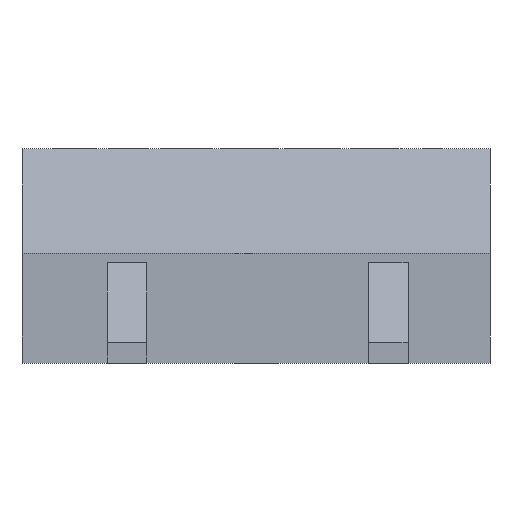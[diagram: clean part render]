
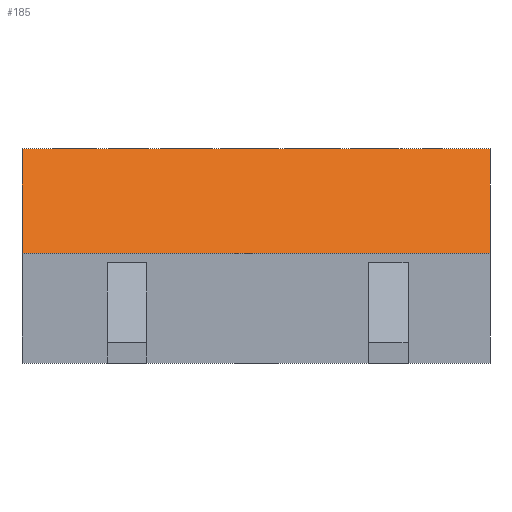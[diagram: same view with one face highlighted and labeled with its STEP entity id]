
A CAD part, left-side view. The second image highlights one B-rep face of the part: STEP entity #185.
In plain terms, the highlighted planar face has unit normal (-0.906, 0, 0.423).
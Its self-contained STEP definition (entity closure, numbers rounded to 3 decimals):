
#61 = EDGE_CURVE('',#62,#64,#66,.T.);
#62 = VERTEX_POINT('',#63);
#63 = CARTESIAN_POINT('',(-1.696,2.302,1.079)
  );
#64 = VERTEX_POINT('',#65);
#65 = CARTESIAN_POINT('',(-1.696,-2.245,1.079)
  );
#66 = LINE('',#67,#68);
#67 = CARTESIAN_POINT('',(-1.696,2.302,1.079)
  );
#68 = VECTOR('',#69,1.);
#69 = DIRECTION('',(0.,-1.,0.));
#92 = EDGE_CURVE('',#64,#93,#95,.T.);
#93 = VERTEX_POINT('',#94);
#94 = CARTESIAN_POINT('',(-1.222,-2.245,2.095)
  );
#95 = LINE('',#96,#97);
#96 = CARTESIAN_POINT('',(-1.696,-2.245,1.079)
  );
#97 = VECTOR('',#98,1.);
#98 = DIRECTION('',(0.423,0.,0.906));
#156 = EDGE_CURVE('',#157,#62,#159,.T.);
#157 = VERTEX_POINT('',#158);
#158 = CARTESIAN_POINT('',(-1.222,2.302,2.095)
  );
#159 = LINE('',#160,#161);
#160 = CARTESIAN_POINT('',(-1.222,2.302,2.095)
  );
#161 = VECTOR('',#162,1.);
#162 = DIRECTION('',(-0.423,0.,
    -0.906));
#185 = ADVANCED_FACE('',(#186),#197,.F.);
#186 = FACE_BOUND('',#187,.T.);
#187 = EDGE_LOOP('',(#188,#189,#190,#196));
#188 = ORIENTED_EDGE('',*,*,#61,.T.);
#189 = ORIENTED_EDGE('',*,*,#92,.T.);
#190 = ORIENTED_EDGE('',*,*,#191,.F.);
#191 = EDGE_CURVE('',#157,#93,#192,.T.);
#192 = LINE('',#193,#194);
#193 = CARTESIAN_POINT('',(-1.222,2.302,2.095)
  );
#194 = VECTOR('',#195,1.);
#195 = DIRECTION('',(0.,-1.,0.));
#196 = ORIENTED_EDGE('',*,*,#156,.T.);
#197 = PLANE('',#198);
#198 = AXIS2_PLACEMENT_3D('',#199,#200,#201);
#199 = CARTESIAN_POINT('',(-1.222,2.302,2.095)
  );
#200 = DIRECTION('',(0.906,0.,-0.423)
  );
#201 = DIRECTION('',(0.423,0.,0.906)
  );
